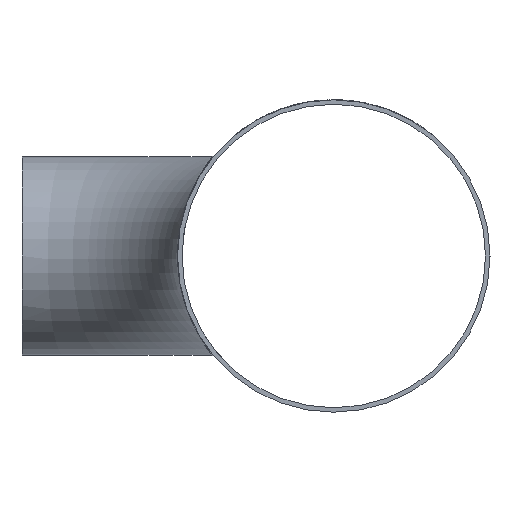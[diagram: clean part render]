
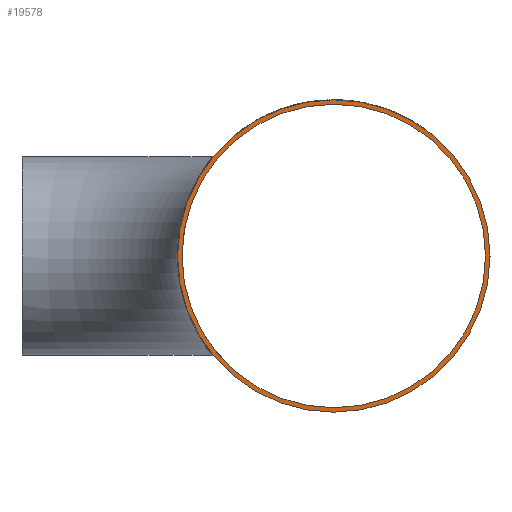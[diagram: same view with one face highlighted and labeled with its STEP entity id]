
A CAD part, left-side view. The second image highlights one B-rep face of the part: STEP entity #19578.
In plain terms, the highlighted planar face has unit normal (-1, 0, 0).
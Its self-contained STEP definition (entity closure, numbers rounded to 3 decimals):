
#1704 = FACE_BOUND ( 'NONE', #32565, .T. ) ;
#5537 = FACE_OUTER_BOUND ( 'NONE', #11035, .T. ) ;
#9030 = EDGE_CURVE ( 'NONE', #16688, #16688, #41060, .T. ) ;
#11035 = EDGE_LOOP ( 'NONE', ( #28458 ) ) ;
#11815 = DIRECTION ( 'NONE',  ( 1., 0., 0. ) ) ;
#13050 = ORIENTED_EDGE ( 'NONE', *, *, #31573, .T. ) ;
#14209 = CIRCLE ( 'NONE', #25128, 67.85 ) ;
#16688 = VERTEX_POINT ( 'NONE', #17325 ) ;
#17164 = AXIS2_PLACEMENT_3D ( 'NONE', #24214, #11815, #25062 ) ;
#17325 = CARTESIAN_POINT ( 'NONE',  ( -191., -139.4, -69.85 ) ) ;
#18116 = DIRECTION ( 'NONE',  ( 1., 0., 0. ) ) ;
#19578 = ADVANCED_FACE ( 'NONE', ( #1704, #5537 ), #41659, .F. ) ;
#20686 = CARTESIAN_POINT ( 'NONE',  ( -191., -139.4, 0. ) ) ;
#24214 = CARTESIAN_POINT ( 'NONE',  ( -191., -139.4, 0. ) ) ;
#24508 = AXIS2_PLACEMENT_3D ( 'NONE', #25423, #27992, #38456 ) ;
#25062 = DIRECTION ( 'NONE',  ( 0., 0., -1. ) ) ;
#25128 = AXIS2_PLACEMENT_3D ( 'NONE', #20686, #18116, #27325 ) ;
#25423 = CARTESIAN_POINT ( 'NONE',  ( -191., -139.4, 0. ) ) ;
#27325 = DIRECTION ( 'NONE',  ( 0., 0., -1. ) ) ;
#27379 = VERTEX_POINT ( 'NONE', #30393 ) ;
#27992 = DIRECTION ( 'NONE',  ( 1., 0., 0. ) ) ;
#28458 = ORIENTED_EDGE ( 'NONE', *, *, #9030, .F. ) ;
#30393 = CARTESIAN_POINT ( 'NONE',  ( -191., -139.4, -67.85 ) ) ;
#31573 = EDGE_CURVE ( 'NONE', #27379, #27379, #14209, .T. ) ;
#32565 = EDGE_LOOP ( 'NONE', ( #13050 ) ) ;
#38456 = DIRECTION ( 'NONE',  ( 0., 0., -1. ) ) ;
#41060 = CIRCLE ( 'NONE', #17164, 69.85 ) ;
#41659 = PLANE ( 'NONE',  #24508 ) ;
